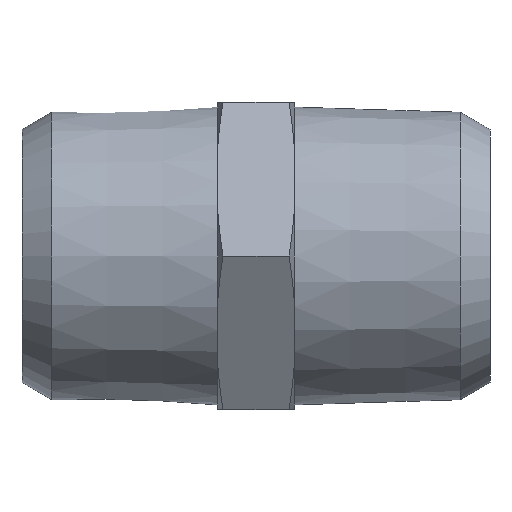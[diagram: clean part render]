
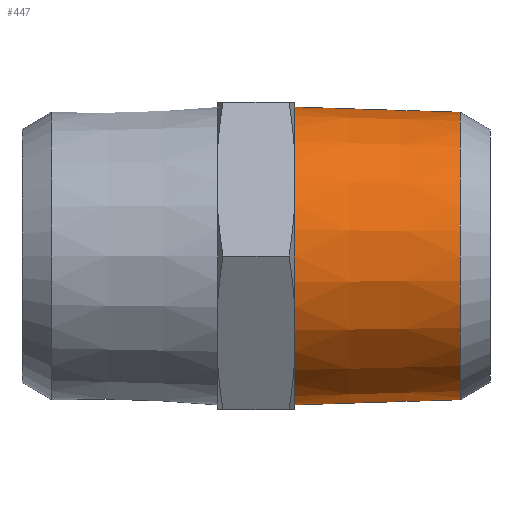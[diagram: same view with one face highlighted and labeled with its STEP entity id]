
A CAD part, left-side view. The second image highlights one B-rep face of the part: STEP entity #447.
In plain terms, the highlighted conical face has half-angle 1.788 degrees and reference radius 10.659 mm.
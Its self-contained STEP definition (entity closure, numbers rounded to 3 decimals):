
#79=CIRCLE('',#499,10.288);
#80=CIRCLE('',#501,10.659);
#176=ORIENTED_EDGE('',*,*,#265,.F.);
#177=ORIENTED_EDGE('',*,*,#266,.T.);
#265=EDGE_CURVE('',#315,#315,#79,.T.);
#266=EDGE_CURVE('',#316,#316,#80,.T.);
#315=VERTEX_POINT('',#818);
#316=VERTEX_POINT('',#821);
#365=EDGE_LOOP('',(#176));
#366=EDGE_LOOP('',(#177));
#401=FACE_BOUND('',#365,.T.);
#402=FACE_BOUND('',#366,.T.);
#422=CONICAL_SURFACE('',#500,10.659,0.031);
#447=ADVANCED_FACE('',(#401,#402),#422,.T.);
#499=AXIS2_PLACEMENT_3D('',#817,#596,#597);
#500=AXIS2_PLACEMENT_3D('',#819,#598,#599);
#501=AXIS2_PLACEMENT_3D('',#820,#600,#601);
#596=DIRECTION('',(0.,-1.,0.));
#597=DIRECTION('',(0.,0.,-1.));
#598=DIRECTION('',(0.,1.,0.));
#599=DIRECTION('',(0.,0.,1.));
#600=DIRECTION('',(0.,-1.,0.));
#601=DIRECTION('',(0.,0.,-1.));
#817=CARTESIAN_POINT('',(0.,2.128,0.));
#818=CARTESIAN_POINT('',(0.,2.128,-10.288));
#819=CARTESIAN_POINT('',(0.,14.,0.));
#820=CARTESIAN_POINT('',(0.,14.,0.));
#821=CARTESIAN_POINT('',(0.,14.,-10.659));
